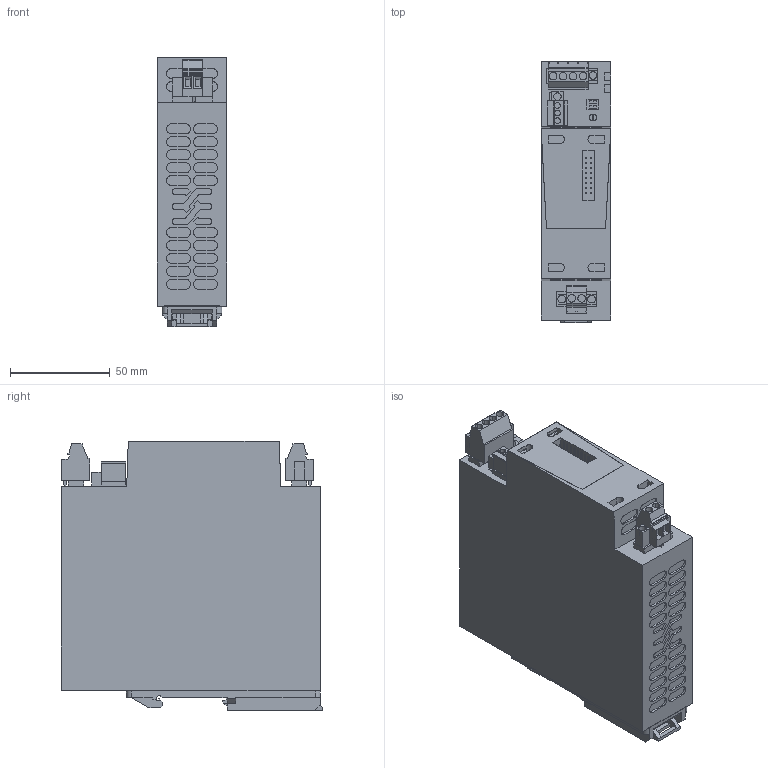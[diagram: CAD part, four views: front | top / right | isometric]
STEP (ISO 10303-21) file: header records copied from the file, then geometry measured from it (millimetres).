
FILE_DESCRIPTION(('CATIA V5 STEP Exchange','CAx-IF Rec.Pracs.--- Model Styling and Organization---1.4--- 2014-01-23'),'2;1');
FILE_NAME ('D1443018_2', '2020-11-04T12:21:51+00:00', ('none'), ('Weidmueller'), 'CATIA Version 5-6 Release 2016 SP3 HF44', 'CATIA V5 STEP AP214', 'none');
FILE_SCHEMA(('AUTOMOTIVE_DESIGN { 1 0 10303 214 1 1 1 1 }'));
Length unit declared in the file: millimetre
Products named in the file (1): S3D_PRO_TOPDC_24V-24V_5A_EX
Bounding box: 35 x 131.2 x 135.2 mm (x, y, z)
Volume: 546387.1 mm3; surface area: 75594.3 mm2
Topology: 39 solids, 39 shells, 1305 faces, 3350 edges, 2250 vertices
Faces by surface type: plane 1053, cylinder 196, extrusion 50, cone 6
Entity records: 39985 total; most frequent: CARTESIAN_POINT 8715, ORIENTED_EDGE 6700, DIRECTION 4924, EDGE_CURVE 3350, VECTOR 2644, LINE 2594, VERTEX_POINT 2250, EDGE_LOOP 1440
